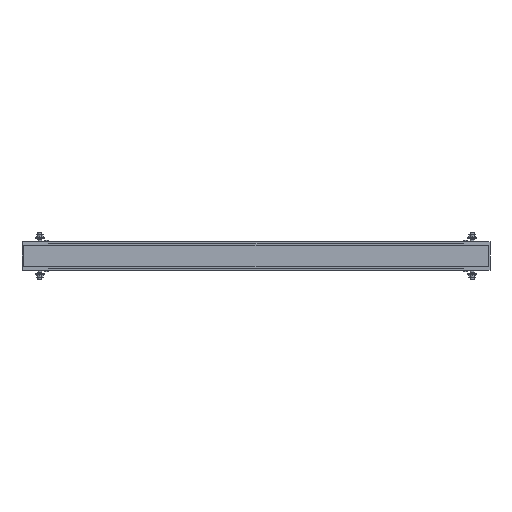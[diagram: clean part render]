
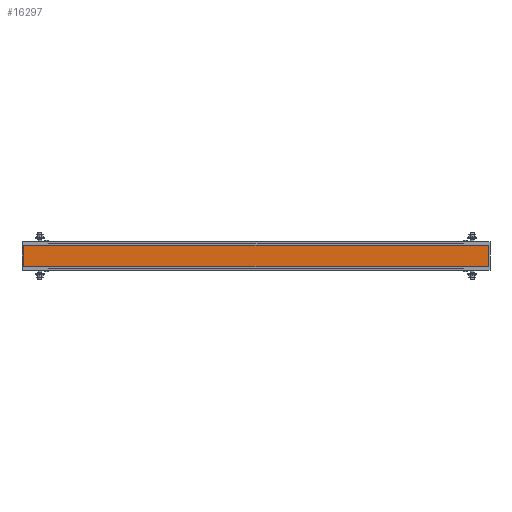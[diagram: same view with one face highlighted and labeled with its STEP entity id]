
A CAD part, front view. The second image highlights one B-rep face of the part: STEP entity #16297.
In plain terms, the highlighted planar face has unit normal (0, -1, 0).
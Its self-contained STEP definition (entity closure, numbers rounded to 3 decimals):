
#1869 = LINE ( 'NONE', #18558, #14439 ) ;
#1969 = EDGE_CURVE ( 'NONE', #19721, #27133, #11869, .T. ) ;
#3279 = EDGE_CURVE ( 'NONE', #21500, #9052, #6469, .T. ) ;
#3503 = ORIENTED_EDGE ( 'NONE', *, *, #1969, .T. ) ;
#4707 = DIRECTION ( 'NONE',  ( 0., 0., 1. ) ) ;
#5559 = VECTOR ( 'NONE', #15353, 1000. ) ;
#6042 = CARTESIAN_POINT ( 'NONE',  ( 298., -987., 14. ) ) ;
#6157 = DIRECTION ( 'NONE',  ( -1., 0., 0. ) ) ;
#6469 = LINE ( 'NONE', #14949, #5559 ) ;
#7880 = CARTESIAN_POINT ( 'NONE',  ( -298., -987., 14. ) ) ;
#9052 = VERTEX_POINT ( 'NONE', #6042 ) ;
#11869 = LINE ( 'NONE', #18132, #12488 ) ;
#12488 = VECTOR ( 'NONE', #18415, 1000. ) ;
#12591 = EDGE_CURVE ( 'NONE', #21500, #27133, #20302, .T. ) ;
#12793 = DIRECTION ( 'NONE',  ( 0., 1., 0. ) ) ;
#13026 = ORIENTED_EDGE ( 'NONE', *, *, #22568, .T. ) ;
#14439 = VECTOR ( 'NONE', #6157, 1000. ) ;
#14847 = PLANE ( 'NONE',  #21966 ) ;
#14940 = ORIENTED_EDGE ( 'NONE', *, *, #12591, .F. ) ;
#14949 = CARTESIAN_POINT ( 'NONE',  ( 298., -987., -14. ) ) ;
#15353 = DIRECTION ( 'NONE',  ( 0., 0., 1. ) ) ;
#16297 = ADVANCED_FACE ( 'NONE', ( #17279 ), #14847, .F. ) ;
#17279 = FACE_OUTER_BOUND ( 'NONE', #24842, .T. ) ;
#18132 = CARTESIAN_POINT ( 'NONE',  ( -298., -987., -14. ) ) ;
#18415 = DIRECTION ( 'NONE',  ( 0., 0., -1. ) ) ;
#18558 = CARTESIAN_POINT ( 'NONE',  ( 300.002, -987., 14. ) ) ;
#19721 = VERTEX_POINT ( 'NONE', #7880 ) ;
#20302 = LINE ( 'NONE', #20862, #24824 ) ;
#20862 = CARTESIAN_POINT ( 'NONE',  ( 300.002, -987., -14. ) ) ;
#21500 = VERTEX_POINT ( 'NONE', #25903 ) ;
#21966 = AXIS2_PLACEMENT_3D ( 'NONE', #25688, #12793, #4707 ) ;
#22568 = EDGE_CURVE ( 'NONE', #9052, #19721, #1869, .T. ) ;
#23543 = ORIENTED_EDGE ( 'NONE', *, *, #3279, .T. ) ;
#24721 = CARTESIAN_POINT ( 'NONE',  ( -298., -987., -14. ) ) ;
#24824 = VECTOR ( 'NONE', #26660, 1000. ) ;
#24842 = EDGE_LOOP ( 'NONE', ( #14940, #23543, #13026, #3503 ) ) ;
#25688 = CARTESIAN_POINT ( 'NONE',  ( 300.002, -987., -14. ) ) ;
#25903 = CARTESIAN_POINT ( 'NONE',  ( 298., -987., -14. ) ) ;
#26660 = DIRECTION ( 'NONE',  ( -1., 0., 0. ) ) ;
#27133 = VERTEX_POINT ( 'NONE', #24721 ) ;
